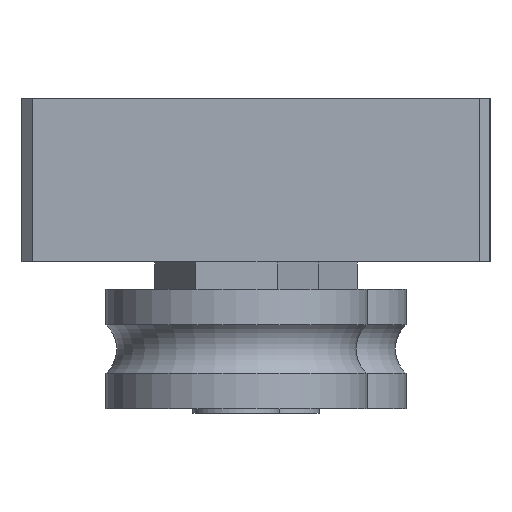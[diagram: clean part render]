
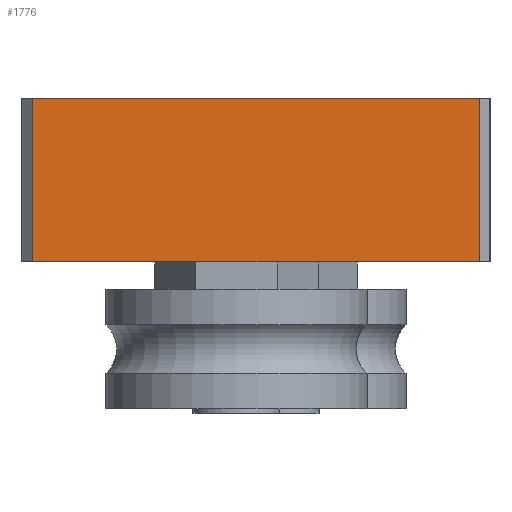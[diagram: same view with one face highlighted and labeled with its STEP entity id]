
A CAD part, left-side view. The second image highlights one B-rep face of the part: STEP entity #1776.
In plain terms, the highlighted planar face has unit normal (-1, 0, 0).
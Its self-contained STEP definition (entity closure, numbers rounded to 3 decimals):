
#346=FACE_OUTER_BOUND('',#458,.T.);
#458=EDGE_LOOP('',(#1259,#1260,#1261,#1262));
#627=LINE('',#2902,#749);
#628=LINE('',#2905,#750);
#629=LINE('',#2907,#751);
#630=LINE('',#2908,#752);
#749=VECTOR('',#2289,10.);
#750=VECTOR('',#2292,10.);
#751=VECTOR('',#2293,10.);
#752=VECTOR('',#2294,10.);
#868=VERTEX_POINT('',#2895);
#871=VERTEX_POINT('',#2900);
#872=VERTEX_POINT('',#2904);
#873=VERTEX_POINT('',#2906);
#1027=EDGE_CURVE('',#871,#868,#627,.T.);
#1028=EDGE_CURVE('',#872,#871,#628,.T.);
#1029=EDGE_CURVE('',#873,#872,#629,.T.);
#1030=EDGE_CURVE('',#868,#873,#630,.T.);
#1259=ORIENTED_EDGE('',*,*,#1027,.F.);
#1260=ORIENTED_EDGE('',*,*,#1028,.F.);
#1261=ORIENTED_EDGE('',*,*,#1029,.F.);
#1262=ORIENTED_EDGE('',*,*,#1030,.F.);
#1718=PLANE('',#2038);
#1776=ADVANCED_FACE('',(#346),#1718,.T.);
#2038=AXIS2_PLACEMENT_3D('',#2903,#2290,#2291);
#2289=DIRECTION('',(0.,0.,1.));
#2290=DIRECTION('center_axis',(-1.,0.,0.));
#2291=DIRECTION('ref_axis',(0.,-1.,0.));
#2292=DIRECTION('',(0.,1.,0.));
#2293=DIRECTION('',(0.,0.,-1.));
#2294=DIRECTION('',(0.,-1.,0.));
#2895=CARTESIAN_POINT('',(-95.,20.5,7.5));
#2900=CARTESIAN_POINT('',(-95.,20.5,-7.5));
#2902=CARTESIAN_POINT('',(-95.,20.5,0.));
#2903=CARTESIAN_POINT('Origin',(-95.,21.5,0.));
#2904=CARTESIAN_POINT('',(-95.,-20.5,-7.5));
#2905=CARTESIAN_POINT('',(-95.,21.5,-7.5));
#2906=CARTESIAN_POINT('',(-95.,-20.5,7.5));
#2907=CARTESIAN_POINT('',(-95.,-20.5,0.));
#2908=CARTESIAN_POINT('',(-95.,21.5,7.5));
